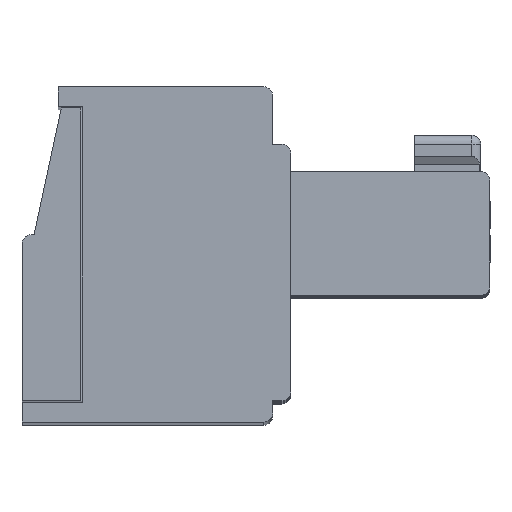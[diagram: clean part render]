
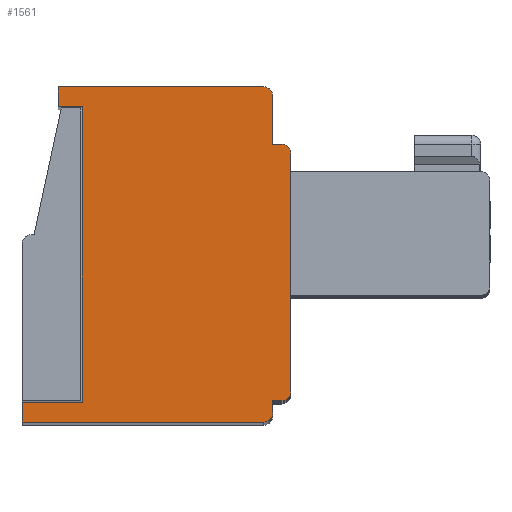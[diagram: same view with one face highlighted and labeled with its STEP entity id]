
A CAD part, top view. The second image highlights one B-rep face of the part: STEP entity #1561.
In plain terms, the highlighted planar face has unit normal (0, 0, 1).
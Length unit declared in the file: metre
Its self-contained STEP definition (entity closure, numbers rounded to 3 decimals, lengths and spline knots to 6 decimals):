
#1561=ADVANCED_FACE('',(#4429),#4430,.F.);
#4429=FACE_OUTER_BOUND('',#8782,.T.);
#4430=PLANE('',#8783);
#8782=EDGE_LOOP('',(#13536,#13537,#13538,#13539,#13540,#13541,#13542,#13543,#13544,#13545,#13546,#13547,#13548,#13549,#13550,#13551));
#8783=AXIS2_PLACEMENT_3D('',#13552,#13553,#13554);
#13536=ORIENTED_EDGE('',*,*,#25823,.T.);
#13537=ORIENTED_EDGE('',*,*,#25824,.T.);
#13538=ORIENTED_EDGE('',*,*,#25825,.T.);
#13539=ORIENTED_EDGE('',*,*,#25820,.T.);
#13540=ORIENTED_EDGE('',*,*,#25826,.T.);
#13541=ORIENTED_EDGE('',*,*,#25827,.F.);
#13542=ORIENTED_EDGE('',*,*,#25828,.T.);
#13543=ORIENTED_EDGE('',*,*,#25829,.T.);
#13544=ORIENTED_EDGE('',*,*,#25830,.T.);
#13545=ORIENTED_EDGE('',*,*,#25831,.T.);
#13546=ORIENTED_EDGE('',*,*,#25832,.T.);
#13547=ORIENTED_EDGE('',*,*,#25833,.T.);
#13548=ORIENTED_EDGE('',*,*,#25834,.T.);
#13549=ORIENTED_EDGE('',*,*,#25835,.F.);
#13550=ORIENTED_EDGE('',*,*,#25836,.T.);
#13551=ORIENTED_EDGE('',*,*,#25837,.T.);
#13552=CARTESIAN_POINT('',(0.013673,0.00851,0.051633));
#13553=DIRECTION('',(0.,0.,-1.0));
#13554=DIRECTION('',(0.0,-1.0,0.));
#25820=EDGE_CURVE('',#30950,#30948,#30951,.T.);
#25823=EDGE_CURVE('',#30954,#30955,#30956,.T.);
#25824=EDGE_CURVE('',#30955,#30957,#30958,.T.);
#25825=EDGE_CURVE('',#30957,#30950,#30959,.T.);
#25826=EDGE_CURVE('',#30948,#30960,#30961,.T.);
#25827=EDGE_CURVE('',#30962,#30960,#30963,.T.);
#25828=EDGE_CURVE('',#30962,#30964,#30965,.T.);
#25829=EDGE_CURVE('',#30964,#30966,#30967,.T.);
#25830=EDGE_CURVE('',#30966,#30968,#30969,.T.);
#25831=EDGE_CURVE('',#30968,#30970,#30971,.T.);
#25832=EDGE_CURVE('',#30970,#30972,#30973,.T.);
#25833=EDGE_CURVE('',#30972,#30974,#30975,.T.);
#25834=EDGE_CURVE('',#30974,#30976,#30977,.T.);
#25835=EDGE_CURVE('',#30978,#30976,#30979,.T.);
#25836=EDGE_CURVE('',#30978,#30980,#30981,.T.);
#25837=EDGE_CURVE('',#30980,#30954,#30982,.T.);
#30948=VERTEX_POINT('',#38559);
#30950=VERTEX_POINT('',#38562);
#30951=LINE('',#38563,#38564);
#30954=VERTEX_POINT('',#38568);
#30955=VERTEX_POINT('',#38569);
#30956=LINE('',#38570,#38571);
#30957=VERTEX_POINT('',#38572);
#30958=CIRCLE('',#38573,0.0003);
#30959=LINE('',#38574,#38575);
#30960=VERTEX_POINT('',#38576);
#30961=CIRCLE('',#38577,0.0003);
#30962=VERTEX_POINT('',#38578);
#30963=LINE('',#38579,#38580);
#30964=VERTEX_POINT('',#38581);
#30965=CIRCLE('',#38582,0.0003);
#30966=VERTEX_POINT('',#38583);
#30967=LINE('',#38584,#38585);
#30968=VERTEX_POINT('',#38586);
#30969=LINE('',#38587,#38588);
#30970=VERTEX_POINT('',#38589);
#30971=CIRCLE('',#38590,0.0003);
#30972=VERTEX_POINT('',#38591);
#30973=LINE('',#38592,#38593);
#30974=VERTEX_POINT('',#38594);
#30975=LINE('',#38595,#38596);
#30976=VERTEX_POINT('',#38597);
#30977=LINE('',#38598,#38599);
#30978=VERTEX_POINT('',#38600);
#30979=LINE('',#38601,#38602);
#30980=VERTEX_POINT('',#38603);
#30981=LINE('',#38604,#38605);
#30982=LINE('',#38606,#38607);
#38559=CARTESIAN_POINT('',(0.007073,0.00121,0.051633));
#38562=CARTESIAN_POINT('',(0.006773,0.00121,0.051633));
#38563=CARTESIAN_POINT('',(0.013673,0.00121,0.051633));
#38564=VECTOR('',#48718,1.0);
#38568=CARTESIAN_POINT('',(-0.001527,0.00051,0.051633));
#38569=CARTESIAN_POINT('',(0.006473,0.00051,0.051633));
#38570=CARTESIAN_POINT('',(0.013673,0.00051,0.051633));
#38571=VECTOR('',#48720,1.0);
#38572=CARTESIAN_POINT('',(0.006773,0.00081,0.051633));
#38573=AXIS2_PLACEMENT_3D('',#48721,#48722,#48723);
#38574=CARTESIAN_POINT('',(0.006773,0.00851,0.051633));
#38575=VECTOR('',#48724,1.0);
#38576=CARTESIAN_POINT('',(0.007373,0.00151,0.051633));
#38577=AXIS2_PLACEMENT_3D('',#48725,#48726,#48727);
#38578=CARTESIAN_POINT('',(0.007373,0.00941,0.051633));
#38579=CARTESIAN_POINT('',(0.007373,0.00941,0.051633));
#38580=VECTOR('',#48728,1.0);
#38581=CARTESIAN_POINT('',(0.007073,0.00971,0.051633));
#38582=AXIS2_PLACEMENT_3D('',#48729,#48730,#48731);
#38583=CARTESIAN_POINT('',(0.006773,0.00971,0.051633));
#38584=CARTESIAN_POINT('',(0.006773,0.00971,0.051633));
#38585=VECTOR('',#48732,1.0);
#38586=CARTESIAN_POINT('',(0.006773,0.01131,0.051633));
#38587=CARTESIAN_POINT('',(0.006773,0.00851,0.051633));
#38588=VECTOR('',#48733,1.0);
#38589=CARTESIAN_POINT('',(0.006473,0.01161,0.051633));
#38590=AXIS2_PLACEMENT_3D('',#48734,#48735,#48736);
#38591=CARTESIAN_POINT('',(-0.000327,0.01161,0.051633));
#38592=CARTESIAN_POINT('',(0.013673,0.01161,0.051633));
#38593=VECTOR('',#48737,1.0);
#38594=CARTESIAN_POINT('',(-0.000327,0.01096,0.051633));
#38595=CARTESIAN_POINT('',(-0.000327,0.00851,0.051633));
#38596=VECTOR('',#48738,1.0);
#38597=CARTESIAN_POINT('',(0.000473,0.01096,0.051633));
#38598=CARTESIAN_POINT('',(0.013673,0.01096,0.051633));
#38599=VECTOR('',#48739,1.0);
#38600=CARTESIAN_POINT('',(0.000473,0.00116,0.051633));
#38601=CARTESIAN_POINT('',(0.000473,0.00116,0.051633));
#38602=VECTOR('',#48740,1.0);
#38603=CARTESIAN_POINT('',(-0.001527,0.00116,0.051633));
#38604=CARTESIAN_POINT('',(0.013673,0.00116,0.051633));
#38605=VECTOR('',#48741,1.0);
#38606=CARTESIAN_POINT('',(-0.001527,0.00851,0.051633));
#38607=VECTOR('',#48742,1.0);
#48718=DIRECTION('',(1.0,0.,0.));
#48720=DIRECTION('',(1.0,0.,0.));
#48721=CARTESIAN_POINT('',(0.006473,0.00081,0.051633));
#48722=DIRECTION('',(0.,0.,1.0));
#48723=DIRECTION('',(-1.0,0.,0.));
#48724=DIRECTION('',(0.,1.0,0.));
#48725=CARTESIAN_POINT('',(0.007073,0.00151,0.051633));
#48726=DIRECTION('',(0.,0.,1.0));
#48727=DIRECTION('',(-1.0,0.,0.));
#48728=DIRECTION('',(0.,-1.0,0.0));
#48729=CARTESIAN_POINT('',(0.007073,0.00941,0.051633));
#48730=DIRECTION('',(0.,0.,1.0));
#48731=DIRECTION('',(-1.0,0.0,0.));
#48732=DIRECTION('',(-1.0,0.,0.));
#48733=DIRECTION('',(0.,1.0,0.));
#48734=CARTESIAN_POINT('',(0.006473,0.01131,0.051633));
#48735=DIRECTION('',(0.,0.,1.0));
#48736=DIRECTION('',(-1.0,0.,0.));
#48737=DIRECTION('',(-1.0,0.,0.));
#48738=DIRECTION('',(0.,-1.0,0.));
#48739=DIRECTION('',(1.0,0.,0.));
#48740=DIRECTION('',(0.,1.0,0.0));
#48741=DIRECTION('',(-1.0,0.,0.));
#48742=DIRECTION('',(0.,-1.0,0.));
